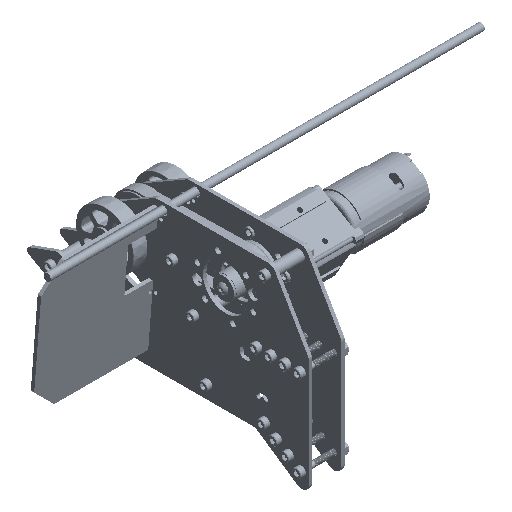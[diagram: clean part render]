
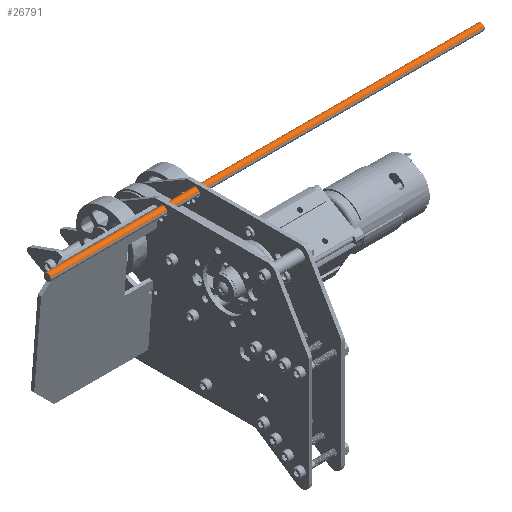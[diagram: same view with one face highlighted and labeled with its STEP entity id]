
A CAD part, isometric view. The second image highlights one B-rep face of the part: STEP entity #26791.
In plain terms, the highlighted cylindrical face has radius 3.175 mm (diameter 6.35 mm), a partial arc.
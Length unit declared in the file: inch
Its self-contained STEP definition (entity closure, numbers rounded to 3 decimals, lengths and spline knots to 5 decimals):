
#4885 = VECTOR ( 'NONE', #31353, 39.37008 ) ;
#8486 = EDGE_CURVE ( 'NONE', #23113, #146552, #65696, .T. ) ;
#13546 = AXIS2_PLACEMENT_3D ( 'NONE', #107071, #37808, #25623 ) ;
#14157 = AXIS2_PLACEMENT_3D ( 'NONE', #41143, #135510, #76906 ) ;
#16929 = CARTESIAN_POINT ( 'NONE',  ( 0.125, 0., 15. ) ) ;
#23113 = VERTEX_POINT ( 'NONE', #37078 ) ;
#25018 = ORIENTED_EDGE ( 'NONE', *, *, #146902, .F. ) ;
#25623 = DIRECTION ( 'NONE',  ( -1., 0., 0. ) ) ;
#26791 = ADVANCED_FACE ( 'NONE', ( #71307 ), #129894, .T. ) ;
#31353 = DIRECTION ( 'NONE',  ( 0., 0., -1. ) ) ;
#32538 = DIRECTION ( 'NONE',  ( 1., 0., 0. ) ) ;
#37078 = CARTESIAN_POINT ( 'NONE',  ( -0.125, 0., 0. ) ) ;
#37808 = DIRECTION ( 'NONE',  ( 0., 0., -1. ) ) ;
#41143 = CARTESIAN_POINT ( 'NONE',  ( 0., 0., 15. ) ) ;
#54958 = CARTESIAN_POINT ( 'NONE',  ( -0.125, 0., 15. ) ) ;
#55444 = CIRCLE ( 'NONE', #14157, 0.125 ) ;
#58865 = VECTOR ( 'NONE', #84951, 39.37008 ) ;
#61375 = CARTESIAN_POINT ( 'NONE',  ( 0.125, 0., 15. ) ) ;
#65696 = CIRCLE ( 'NONE', #75453, 0.125 ) ;
#66638 = EDGE_CURVE ( 'NONE', #123760, #146552, #94891, .T. ) ;
#71307 = FACE_OUTER_BOUND ( 'NONE', #98551, .T. ) ;
#75453 = AXIS2_PLACEMENT_3D ( 'NONE', #136835, #111722, #32538 ) ;
#76906 = DIRECTION ( 'NONE',  ( 1., 0., 0. ) ) ;
#77245 = ORIENTED_EDGE ( 'NONE', *, *, #8486, .T. ) ;
#77847 = CARTESIAN_POINT ( 'NONE',  ( 0.125, 0., 0. ) ) ;
#84951 = DIRECTION ( 'NONE',  ( 0., 0., -1. ) ) ;
#94891 = LINE ( 'NONE', #61375, #58865 ) ;
#98551 = EDGE_LOOP ( 'NONE', ( #146834, #25018, #131798, #77245 ) ) ;
#107071 = CARTESIAN_POINT ( 'NONE',  ( 0., 0., 15. ) ) ;
#111722 = DIRECTION ( 'NONE',  ( 0., 0., 1. ) ) ;
#112061 = LINE ( 'NONE', #54958, #4885 ) ;
#112168 = EDGE_CURVE ( 'NONE', #140186, #23113, #112061, .T. ) ;
#119145 = CARTESIAN_POINT ( 'NONE',  ( -0.125, 0., 15. ) ) ;
#123760 = VERTEX_POINT ( 'NONE', #16929 ) ;
#129894 = CYLINDRICAL_SURFACE ( 'NONE', #13546, 0.125 ) ;
#131798 = ORIENTED_EDGE ( 'NONE', *, *, #112168, .T. ) ;
#135510 = DIRECTION ( 'NONE',  ( 0., 0., 1. ) ) ;
#136835 = CARTESIAN_POINT ( 'NONE',  ( 0., 0., 0. ) ) ;
#140186 = VERTEX_POINT ( 'NONE', #119145 ) ;
#146552 = VERTEX_POINT ( 'NONE', #77847 ) ;
#146834 = ORIENTED_EDGE ( 'NONE', *, *, #66638, .F. ) ;
#146902 = EDGE_CURVE ( 'NONE', #140186, #123760, #55444, .T. ) ;
